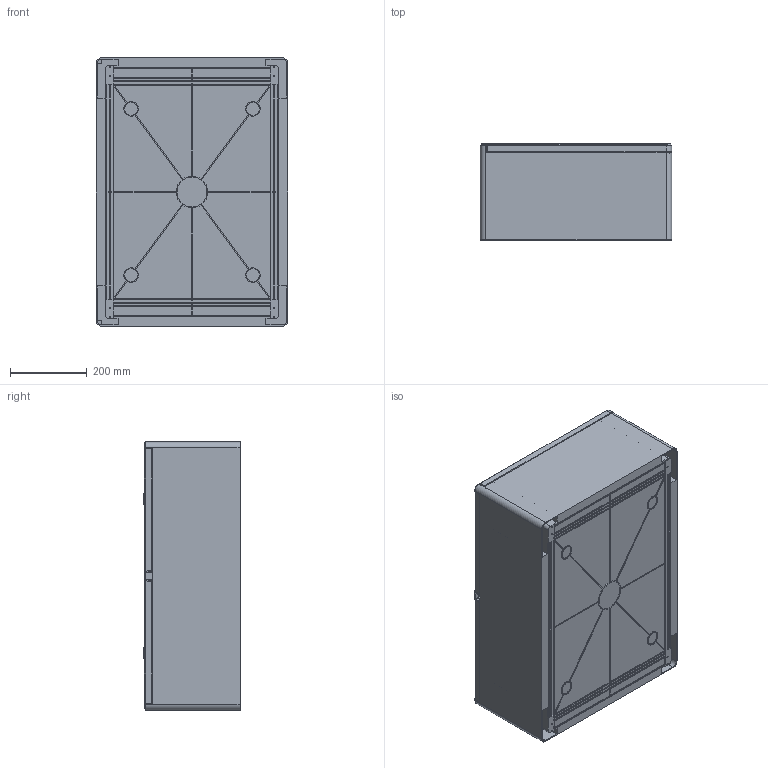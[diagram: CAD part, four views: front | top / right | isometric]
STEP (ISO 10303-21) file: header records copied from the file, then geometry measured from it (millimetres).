
FILE_DESCRIPTION (( 'STEP AP214' ), '1' );
FILE_NAME ('ﾙﾌﾏ-ﾏ (PBT65MP009) - ﾑﾁﾎﾐﾊﾀ.STEP', '2021-02-04T06:37:08', ( '' ), ( '' ), 'SwSTEP 2.0', 'SolidWorks 2021', '' );
FILE_SCHEMA (( 'AUTOMOTIVE_DESIGN' ));
Length unit declared in the file: millimetre
Products named in the file (4): ﾙﾌﾏ-ﾏ (PBT65MP009) - ﾑﾁﾎﾐﾊﾀ; ÙÌÏ-Ï (PBT65MP009) - Êîðïóñ; ÙÌÏ-Ï (PBT65MP009) - Ïëàòà ìîíòàæíàÿ; ﾙﾌﾏ-ﾏ (PBT65MP009) - ﾄ粢
Assembly tree (3 placements, depth 2):
  ﾙﾌﾏ-ﾏ (PBT65MP009) - ﾑﾁﾎﾐﾊﾀ
    ÙÌÏ-Ï (PBT65MP009) - Êîðïóñ
    ÙÌÏ-Ï (PBT65MP009) - Ïëàòà ìîíòàæíàÿ
    ﾙﾌﾏ-ﾏ (PBT65MP009) - ﾄ粢
Bounding box: 500 x 253.6 x 700 mm (x, y, z)
Volume: 5250153.4 mm3; surface area: 3698503.6 mm2
Topology: 7 solids, 7 shells, 3037 faces, 7466 edges, 4946 vertices
Faces by surface type: plane 2708, cylinder 273, bspline 38, cone 6, torus 6, sphere 6
Full cylindrical faces by diameter (mm): 3.2 x16, 5 x8, 7.4 x4, 12.2 x3, 15.4 x4, 16 x3, 25 x5, 30 x2, 31.5 x3, 33.6 x4, 77.8 x1
Entity records: 88213 total; most frequent: CARTESIAN_POINT 16088, ORIENTED_EDGE 14772, DIRECTION 13813, EDGE_CURVE 7386, VECTOR 6721, LINE 6721, VERTEX_POINT 4927, EDGE_LOOP 3645
